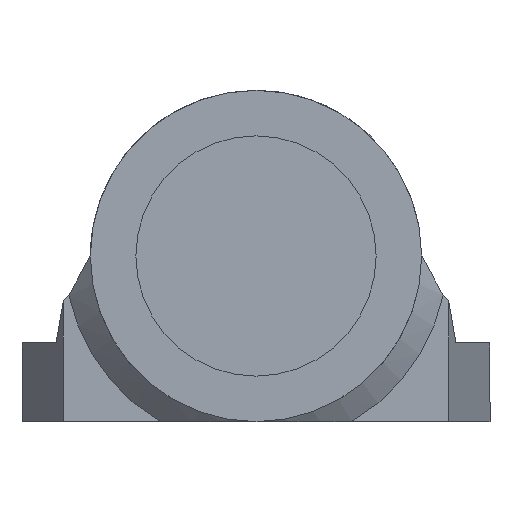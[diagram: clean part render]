
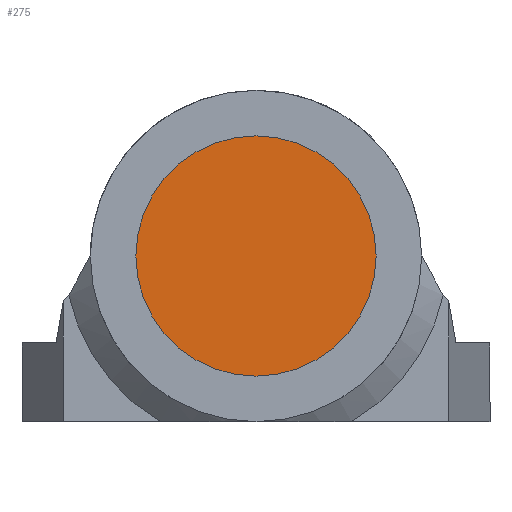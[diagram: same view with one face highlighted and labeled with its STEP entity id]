
A CAD part, left-side view. The second image highlights one B-rep face of the part: STEP entity #275.
In plain terms, the highlighted planar face has unit normal (-1, 0, 0).
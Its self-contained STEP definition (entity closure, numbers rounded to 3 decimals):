
#34 = ORIENTED_EDGE ( 'NONE', *, *, #472, .T. ) ;
#72 = ORIENTED_EDGE ( 'NONE', *, *, #429, .T. ) ;
#103 = EDGE_LOOP ( 'NONE', ( #34, #72 ) ) ;
#149 = FACE_OUTER_BOUND ( 'NONE', #103, .T. ) ;
#168 = CIRCLE ( 'NONE', #500, 2.9 ) ;
#220 = CIRCLE ( 'NONE', #509, 2.9 ) ;
#275 = ADVANCED_FACE ( 'NONE', ( #149 ), #383, .T. ) ;
#286 = VERTEX_POINT ( 'NONE', #415 ) ;
#287 = VERTEX_POINT ( 'NONE', #416 ) ;
#379 = CARTESIAN_POINT ( 'NONE',  ( -3.2, 0., 4. ) ) ;
#383 = PLANE ( 'NONE',  #485 ) ;
#386 = DIRECTION ( 'NONE',  ( -1., 0., 0. ) ) ;
#387 = DIRECTION ( 'NONE',  ( 0., 0., 1. ) ) ;
#415 = CARTESIAN_POINT ( 'NONE',  ( -3.2, 0., 1.1 ) ) ;
#416 = CARTESIAN_POINT ( 'NONE',  ( -3.2, 0., 6.9 ) ) ;
#429 = EDGE_CURVE ( 'NONE', #286, #287, #168, .T. ) ;
#472 = EDGE_CURVE ( 'NONE', #287, #286, #220, .T. ) ;
#485 = AXIS2_PLACEMENT_3D ( 'NONE', #379, #386, #387 ) ;
#500 = AXIS2_PLACEMENT_3D ( 'NONE', #574, #581, #582 ) ;
#509 = AXIS2_PLACEMENT_3D ( 'NONE', #733, #734, #735 ) ;
#574 = CARTESIAN_POINT ( 'NONE',  ( -3.2, 0., 4. ) ) ;
#581 = DIRECTION ( 'NONE',  ( -1., 0., 0. ) ) ;
#582 = DIRECTION ( 'NONE',  ( 0., 0., 1. ) ) ;
#733 = CARTESIAN_POINT ( 'NONE',  ( -3.2, 0., 4. ) ) ;
#734 = DIRECTION ( 'NONE',  ( -1., 0., 0. ) ) ;
#735 = DIRECTION ( 'NONE',  ( 0., 0., 1. ) ) ;
